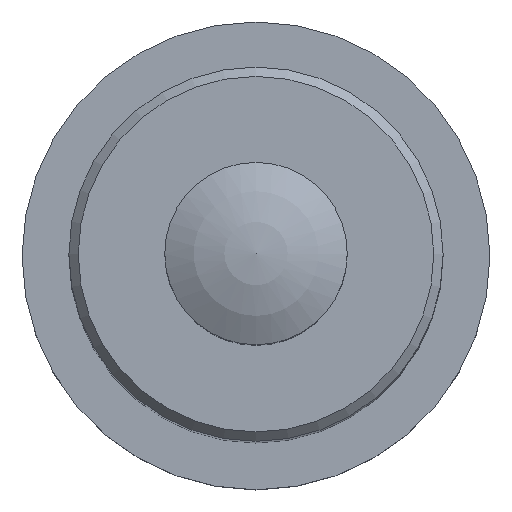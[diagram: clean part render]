
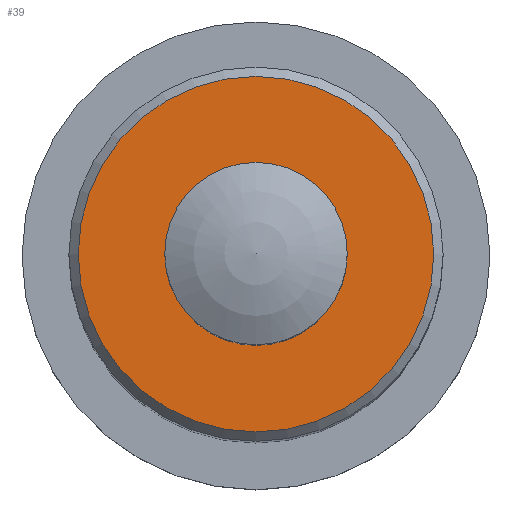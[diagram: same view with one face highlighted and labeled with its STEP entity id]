
A CAD part, top view. The second image highlights one B-rep face of the part: STEP entity #39.
In plain terms, the highlighted planar face has unit normal (0, 0, 1).
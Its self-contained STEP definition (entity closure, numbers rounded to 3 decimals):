
#39 = ADVANCED_FACE( '', ( #80, #81 ), #82, .F. );
#80 = FACE_OUTER_BOUND( '', #121, .T. );
#81 = FACE_BOUND( '', #122, .T. );
#82 = PLANE( '', #123 );
#121 = EDGE_LOOP( '', ( #162 ) );
#122 = EDGE_LOOP( '', ( #163 ) );
#123 = AXIS2_PLACEMENT_3D( '', #164, #165, #166 );
#162 = ORIENTED_EDGE( '', *, *, #204, .T. );
#163 = ORIENTED_EDGE( '', *, *, #197, .F. );
#164 = CARTESIAN_POINT( '', ( 4., 0., 24. ) );
#165 = DIRECTION( '', ( 0., 0., -1. ) );
#166 = DIRECTION( '', ( -1., 0., 0. ) );
#197 = EDGE_CURVE( '', #215, #215, #216, .T. );
#204 = EDGE_CURVE( '', #226, #226, #227, .F. );
#215 = VERTEX_POINT( '', #240 );
#216 = CIRCLE( '', #241, 1.95 );
#226 = VERTEX_POINT( '', #251 );
#227 = CIRCLE( '', #252, 3.8 );
#240 = CARTESIAN_POINT( '', ( 1.95, 0., 24. ) );
#241 = AXIS2_PLACEMENT_3D( '', #265, #266, #267 );
#251 = CARTESIAN_POINT( '', ( -3.8, 0., 24. ) );
#252 = AXIS2_PLACEMENT_3D( '', #277, #278, #279 );
#265 = CARTESIAN_POINT( '', ( 0., 0., 24. ) );
#266 = DIRECTION( '', ( 0., 0., 1. ) );
#267 = DIRECTION( '', ( 1., 0., 0. ) );
#277 = CARTESIAN_POINT( '', ( 0., 0., 24. ) );
#278 = DIRECTION( '', ( 0., 0., -1. ) );
#279 = DIRECTION( '', ( -1., 0., 0. ) );
